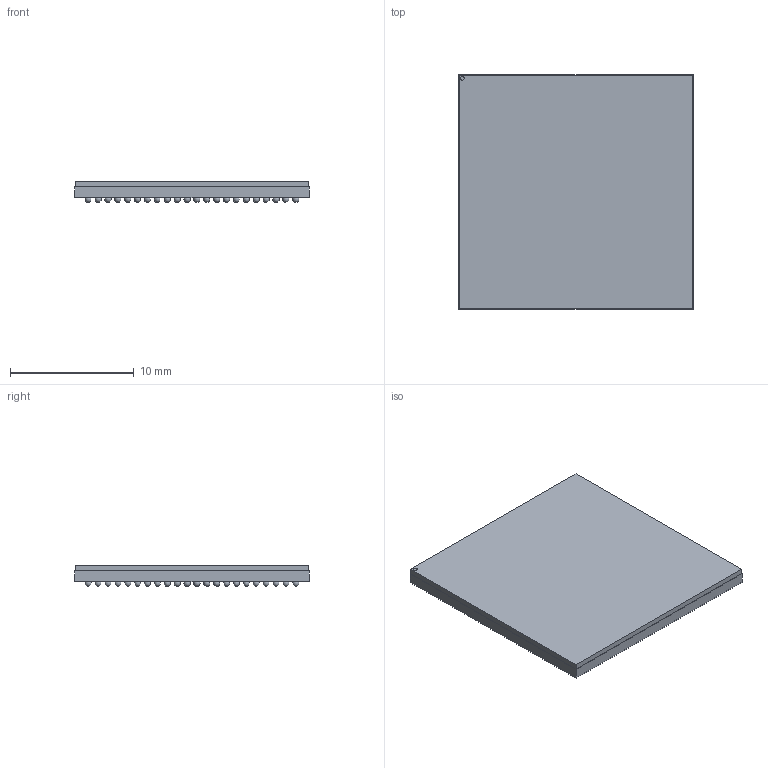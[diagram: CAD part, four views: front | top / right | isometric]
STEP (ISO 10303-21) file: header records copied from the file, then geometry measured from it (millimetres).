
FILE_DESCRIPTION(/* description */ (''),/* implementation_level */ '2;1');
FILE_NAME(/* name */ 'bga_1538657453198.stp',/* time_stamp */ '2018-10-04T12:51:03+00:00',/* author */ (''),/* organization */ (''),/* preprocessor_version */ 'ST-DEVELOPER v17.2',/* originating_system */ 'ASM',/* authorisation */ '');
FILE_SCHEMA (('AUTOMOTIVE_DESIGN { 1 0 10303 214 3 1 1 }'));
Length unit declared in the file: millimetre
Products named in the file (1): bga_1538657453198
Bounding box: 19 x 19 x 1.7 mm (x, y, z)
Volume: 496 mm3; surface area: 1064 mm2
Topology: 1 solids, 1 shells, 497 faces, 1964 edges, 1471 vertices
Faces by surface type: sphere 484, plane 12, cylinder 1
Full cylindrical faces by diameter (mm): 0.3 x1
Entity records: 20260 total; most frequent: DIRECTION 3931, CARTESIAN_POINT 3449, ORIENTED_EDGE 2960, AXIS2_PLACEMENT_3D 1953, EDGE_CURVE 1480, VERTEX_POINT 1471, CIRCLE 1455, EDGE_LOOP 983
